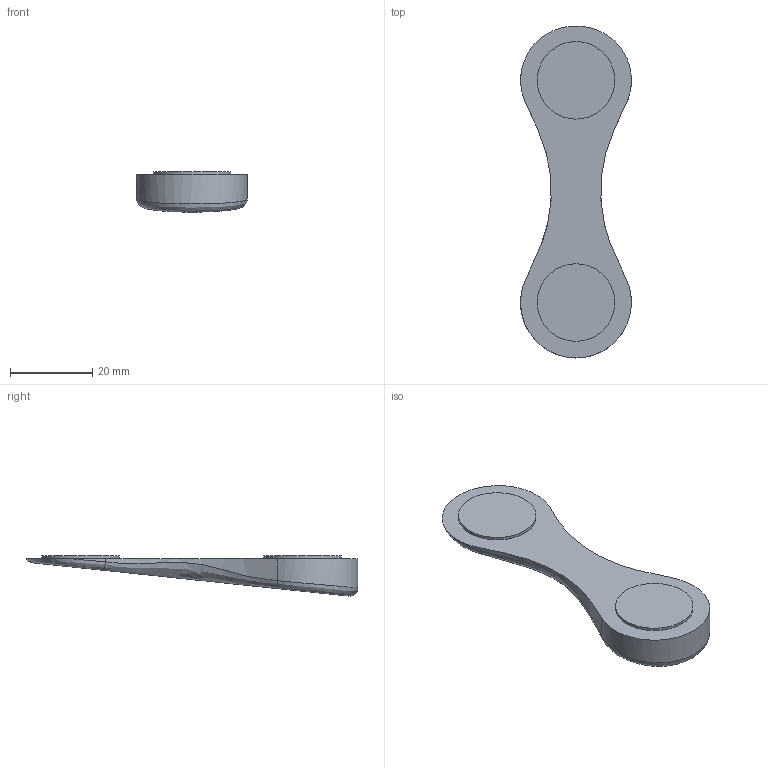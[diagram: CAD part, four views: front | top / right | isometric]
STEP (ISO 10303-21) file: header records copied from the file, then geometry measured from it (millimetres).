
FILE_DESCRIPTION(/* description */ (''),/* implementation_level */ '2;1');
FILE_NAME(/* name */ 'Für Korkfüße.step',/* time_stamp */ '2022-04-22T17:36:49+02:00',/* author */ (''),/* organization */ (''),/* preprocessor_version */ 'ST-DEVELOPER v18.1',/* originating_system */ 'Autodesk Translation Framework v10.14.0.1471',/* authorisation */ '');
FILE_SCHEMA (('AUTOMOTIVE_DESIGN { 1 0 10303 214 3 1 1 }'));
Length unit declared in the file: millimetre
Products named in the file (1): Für Korkfüße
Bounding box: 27 x 80.83 x 9.79 mm (x, y, z)
Volume: 7668.7 mm3; surface area: 4104 mm2
Topology: 1 solids, 1 shells, 19 faces, 35 edges, 22 vertices
Faces by surface type: cylinder 7, bspline 6, plane 6
Full cylindrical faces by diameter (mm): 18.9 x2, 19.1 x2
Entity records: 968 total; most frequent: CARTESIAN_POINT 591, ORIENTED_EDGE 70, DIRECTION 58, EDGE_CURVE 35, AXIS2_PLACEMENT_3D 25, EDGE_LOOP 23, VERTEX_POINT 22, FACE_OUTER_BOUND 19
